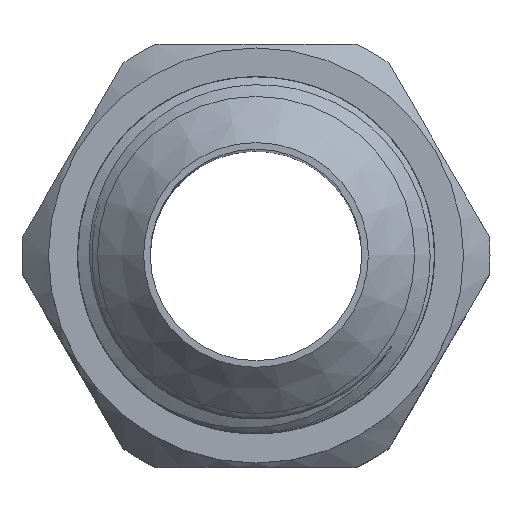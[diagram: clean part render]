
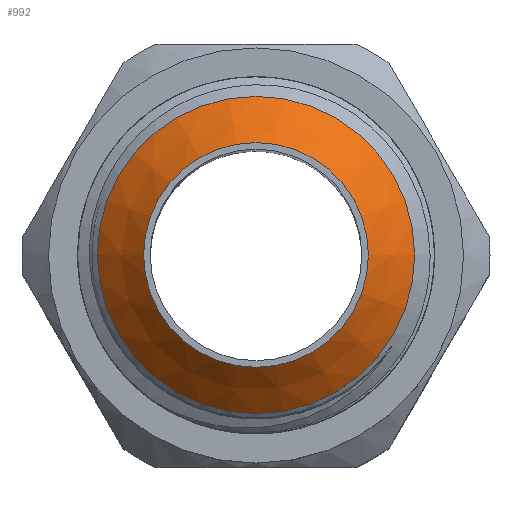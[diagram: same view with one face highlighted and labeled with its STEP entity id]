
A CAD part, top view. The second image highlights one B-rep face of the part: STEP entity #992.
In plain terms, the highlighted conical face has half-angle 45 degrees and reference radius 8.5 mm.
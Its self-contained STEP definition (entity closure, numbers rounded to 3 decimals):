
#58=CONICAL_SURFACE('',#1095,8.5,0.785);
#90=FACE_OUTER_BOUND('',#145,.T.);
#145=EDGE_LOOP('',(#793,#794,#795,#796,#797,#798));
#201=CIRCLE('',#1091,12.);
#202=CIRCLE('',#1092,12.);
#205=CIRCLE('',#1096,8.5);
#206=CIRCLE('',#1097,8.5);
#293=LINE('',#5001,#341);
#341=VECTOR('',#1283,8.5);
#434=VERTEX_POINT('',#4990);
#435=VERTEX_POINT('',#4991);
#438=VERTEX_POINT('',#5000);
#439=VERTEX_POINT('',#5002);
#567=EDGE_CURVE('',#434,#435,#201,.T.);
#568=EDGE_CURVE('',#435,#434,#202,.T.);
#572=EDGE_CURVE('',#434,#438,#293,.T.);
#573=EDGE_CURVE('',#439,#438,#205,.T.);
#574=EDGE_CURVE('',#438,#439,#206,.T.);
#793=ORIENTED_EDGE('',*,*,#567,.T.);
#794=ORIENTED_EDGE('',*,*,#568,.T.);
#795=ORIENTED_EDGE('',*,*,#572,.T.);
#796=ORIENTED_EDGE('',*,*,#573,.F.);
#797=ORIENTED_EDGE('',*,*,#574,.F.);
#798=ORIENTED_EDGE('',*,*,#572,.F.);
#992=ADVANCED_FACE('',(#90),#58,.T.);
#1091=AXIS2_PLACEMENT_3D('',#4992,#1272,#1273);
#1092=AXIS2_PLACEMENT_3D('',#4993,#1274,#1275);
#1095=AXIS2_PLACEMENT_3D('',#4999,#1281,#1282);
#1096=AXIS2_PLACEMENT_3D('',#5003,#1284,#1285);
#1097=AXIS2_PLACEMENT_3D('',#5004,#1286,#1287);
#1272=DIRECTION('center_axis',(0.,0.,1.));
#1273=DIRECTION('ref_axis',(1.,0.,0.));
#1274=DIRECTION('center_axis',(0.,0.,1.));
#1275=DIRECTION('ref_axis',(1.,0.,0.));
#1281=DIRECTION('center_axis',(0.,0.,-1.));
#1282=DIRECTION('ref_axis',(-1.,0.,0.));
#1283=DIRECTION('',(-0.707,0.,0.707));
#1284=DIRECTION('center_axis',(0.,0.,1.));
#1285=DIRECTION('ref_axis',(1.,0.,0.));
#1286=DIRECTION('center_axis',(0.,0.,1.));
#1287=DIRECTION('ref_axis',(1.,0.,0.));
#4990=CARTESIAN_POINT('',(7.489,0.439,94.));
#4991=CARTESIAN_POINT('',(-16.511,0.439,94.));
#4992=CARTESIAN_POINT('Origin',(-4.511,0.439,94.));
#4993=CARTESIAN_POINT('Origin',(-4.511,0.439,94.));
#4999=CARTESIAN_POINT('Origin',(-4.511,0.439,97.5));
#5000=CARTESIAN_POINT('',(3.989,0.439,97.5));
#5001=CARTESIAN_POINT('',(3.989,0.439,97.5));
#5002=CARTESIAN_POINT('',(-13.011,0.439,97.5));
#5003=CARTESIAN_POINT('Origin',(-4.511,0.439,97.5));
#5004=CARTESIAN_POINT('Origin',(-4.511,0.439,97.5));
